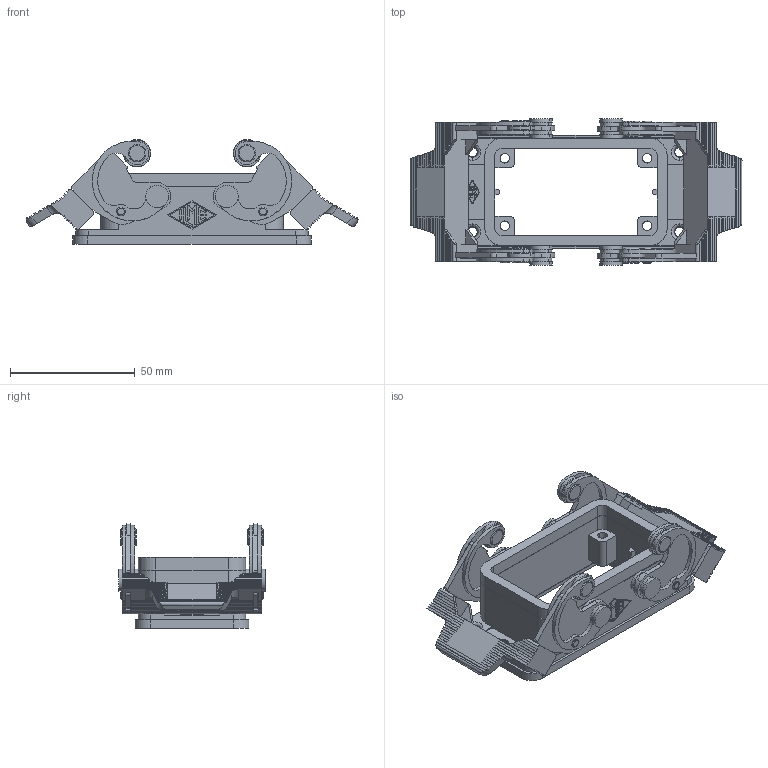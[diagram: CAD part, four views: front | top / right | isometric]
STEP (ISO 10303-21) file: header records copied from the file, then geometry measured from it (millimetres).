
FILE_DESCRIPTION(('CoCreate Modeling STEP Export'),'2;1');
FILE_NAME('CHI 10.stp','2011-05-27T11:42:30',(''),(''),'CoCreate Modeling STEP processor for AP214 (Solid Model)','CoCreate Modeling 16.00A 16-Aug-2008 (C) Parametric Technology GmbH','');
FILE_SCHEMA(('AUTOMOTIVE_DESIGN { 1 0 10303 214 1 1 1 1 }'));
Length unit declared in the file: millimetre
Products named in the file (2): CHI_10
Assembly tree (1 placements, depth 2):
  CHI_10
    CHI_10
Bounding box: 132.97 x 58.8 x 42 mm (x, y, z)
Volume: 53104.3 mm3; surface area: 39727.8 mm2
Topology: 1 solids, 11 shells, 1164 faces, 3127 edges, 2038 vertices
Faces by surface type: plane 649, cylinder 443, torus 56, cone 16
Entity records: 40735 total; most frequent: ORIENTED_EDGE 6254, CARTESIAN_POINT 5816, DIRECTION 4771, EDGE_CURVE 3127, VERTEX_POINT 2038, VECTOR 1717, LINE 1717, AXIS2_PLACEMENT_3D 1527
